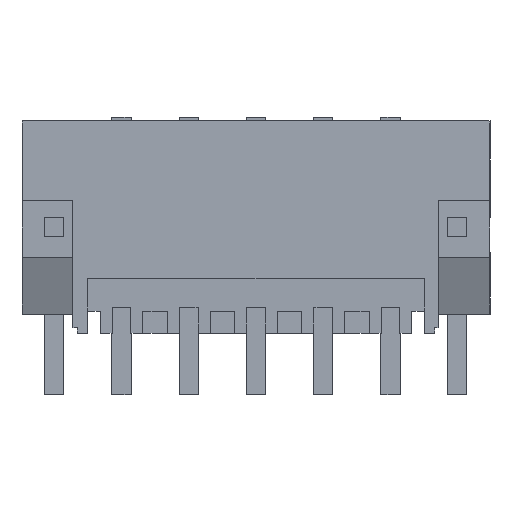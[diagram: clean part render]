
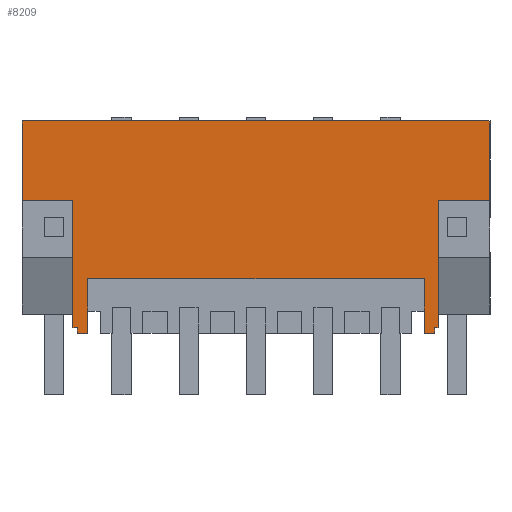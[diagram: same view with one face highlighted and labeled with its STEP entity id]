
A CAD part, front view. The second image highlights one B-rep face of the part: STEP entity #8209.
In plain terms, the highlighted planar face has unit normal (0, -1, 0).
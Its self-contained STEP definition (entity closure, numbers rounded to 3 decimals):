
#8179=AXIS2_PLACEMENT_3D('Plane Axis2P3D',#8176,#8177,#8178) ;
#2168=CARTESIAN_POINT('Line Origine',(3.425,0.,4.625)) ;
#2172=CARTESIAN_POINT('Vertex',(3.425,0.,3.2)) ;
#2174=CARTESIAN_POINT('Vertex',(3.425,0.,6.05)) ;
#2201=CARTESIAN_POINT('Vertex',(2.875,0.,3.2)) ;
#2204=CARTESIAN_POINT('Line Origine',(3.15,0.,3.2)) ;
#2226=CARTESIAN_POINT('Vertex',(2.875,0.,3.5)) ;
#2229=CARTESIAN_POINT('Line Origine',(2.875,0.,3.35)) ;
#2247=CARTESIAN_POINT('Line Origine',(2.762,0.,3.5)) ;
#2251=CARTESIAN_POINT('Vertex',(2.65,0.,3.5)) ;
#2272=CARTESIAN_POINT('Line Origine',(2.65,0.,6.8)) ;
#2276=CARTESIAN_POINT('Vertex',(2.65,0.,10.1)) ;
#2594=CARTESIAN_POINT('Vertex',(0.,0.,10.1)) ;
#2597=CARTESIAN_POINT('Line Origine',(0.,0.,12.175)) ;
#2601=CARTESIAN_POINT('Vertex',(0.,0.,14.25)) ;
#2727=CARTESIAN_POINT('Line Origine',(12.175,0.,14.25)) ;
#2731=CARTESIAN_POINT('Vertex',(24.35,0.,14.25)) ;
#5243=CARTESIAN_POINT('Line Origine',(24.35,0.,12.175)) ;
#5247=CARTESIAN_POINT('Vertex',(24.35,0.,10.1)) ;
#5570=CARTESIAN_POINT('Vertex',(21.65,0.,10.1)) ;
#5573=CARTESIAN_POINT('Line Origine',(21.65,0.,6.8)) ;
#5577=CARTESIAN_POINT('Vertex',(21.65,0.,3.5)) ;
#5601=CARTESIAN_POINT('Line Origine',(21.563,0.,3.5)) ;
#5605=CARTESIAN_POINT('Vertex',(21.475,0.,3.5)) ;
#5626=CARTESIAN_POINT('Line Origine',(21.475,0.,3.35)) ;
#5630=CARTESIAN_POINT('Vertex',(21.475,0.,3.2)) ;
#5646=CARTESIAN_POINT('Line Origine',(21.2,0.,3.2)) ;
#5650=CARTESIAN_POINT('Vertex',(20.925,0.,3.2)) ;
#5671=CARTESIAN_POINT('Line Origine',(20.925,0.,4.625)) ;
#5675=CARTESIAN_POINT('Vertex',(20.925,0.,6.05)) ;
#7168=CARTESIAN_POINT('Line Origine',(12.175,0.,6.05)) ;
#8176=CARTESIAN_POINT('Axis2P3D Location',(3.425,0.,3.2)) ;
#8181=CARTESIAN_POINT('Line Origine',(23.,0.,10.1)) ;
#8186=CARTESIAN_POINT('Line Origine',(1.325,0.,10.1)) ;
#2169=DIRECTION('Vector Direction',(0.,0.,1.)) ;
#2205=DIRECTION('Vector Direction',(1.,0.,0.)) ;
#2230=DIRECTION('Vector Direction',(0.,0.,1.)) ;
#2248=DIRECTION('Vector Direction',(-1.,0.,0.)) ;
#2273=DIRECTION('Vector Direction',(0.,0.,-1.)) ;
#2598=DIRECTION('Vector Direction',(0.,0.,1.)) ;
#2728=DIRECTION('Vector Direction',(1.,0.,0.)) ;
#5244=DIRECTION('Vector Direction',(0.,0.,1.)) ;
#5574=DIRECTION('Vector Direction',(0.,0.,-1.)) ;
#5602=DIRECTION('Vector Direction',(-1.,0.,0.)) ;
#5627=DIRECTION('Vector Direction',(0.,0.,1.)) ;
#5647=DIRECTION('Vector Direction',(1.,0.,0.)) ;
#5672=DIRECTION('Vector Direction',(0.,0.,1.)) ;
#7169=DIRECTION('Vector Direction',(1.,0.,0.)) ;
#8177=DIRECTION('Axis2P3D Direction',(0.,1.,0.)) ;
#8178=DIRECTION('Axis2P3D XDirection',(0.,0.,1.)) ;
#8182=DIRECTION('Vector Direction',(1.,0.,0.)) ;
#8187=DIRECTION('Vector Direction',(1.,0.,0.)) ;
#2170=VECTOR('Line Direction',#2169,1.) ;
#2206=VECTOR('Line Direction',#2205,1.) ;
#2231=VECTOR('Line Direction',#2230,1.) ;
#2249=VECTOR('Line Direction',#2248,1.) ;
#2274=VECTOR('Line Direction',#2273,1.) ;
#2599=VECTOR('Line Direction',#2598,1.) ;
#2729=VECTOR('Line Direction',#2728,1.) ;
#5245=VECTOR('Line Direction',#5244,1.) ;
#5575=VECTOR('Line Direction',#5574,1.) ;
#5603=VECTOR('Line Direction',#5602,1.) ;
#5628=VECTOR('Line Direction',#5627,1.) ;
#5648=VECTOR('Line Direction',#5647,1.) ;
#5673=VECTOR('Line Direction',#5672,1.) ;
#7170=VECTOR('Line Direction',#7169,1.) ;
#8183=VECTOR('Line Direction',#8182,1.) ;
#8188=VECTOR('Line Direction',#8187,1.) ;
#8192=ORIENTED_EDGE('',*,*,#7172,.F.) ;
#8193=ORIENTED_EDGE('',*,*,#5677,.F.) ;
#8194=ORIENTED_EDGE('',*,*,#5652,.T.) ;
#8195=ORIENTED_EDGE('',*,*,#5632,.T.) ;
#8196=ORIENTED_EDGE('',*,*,#5607,.F.) ;
#8197=ORIENTED_EDGE('',*,*,#5579,.F.) ;
#8198=ORIENTED_EDGE('',*,*,#8185,.F.) ;
#8199=ORIENTED_EDGE('',*,*,#5249,.T.) ;
#8200=ORIENTED_EDGE('',*,*,#2733,.F.) ;
#8201=ORIENTED_EDGE('',*,*,#2603,.F.) ;
#8202=ORIENTED_EDGE('',*,*,#8190,.T.) ;
#8203=ORIENTED_EDGE('',*,*,#2278,.T.) ;
#8204=ORIENTED_EDGE('',*,*,#2253,.F.) ;
#8205=ORIENTED_EDGE('',*,*,#2233,.F.) ;
#8206=ORIENTED_EDGE('',*,*,#2208,.T.) ;
#8207=ORIENTED_EDGE('',*,*,#2176,.T.) ;
#8209=ADVANCED_FACE('HOUSING',(#8208),#8180,.F.) ;
#2176=EDGE_CURVE('',#2173,#2175,#2171,.T.) ;
#2208=EDGE_CURVE('',#2202,#2173,#2207,.T.) ;
#2233=EDGE_CURVE('',#2202,#2227,#2232,.T.) ;
#2253=EDGE_CURVE('',#2227,#2252,#2250,.T.) ;
#2278=EDGE_CURVE('',#2277,#2252,#2275,.T.) ;
#2603=EDGE_CURVE('',#2595,#2602,#2600,.T.) ;
#2733=EDGE_CURVE('',#2602,#2732,#2730,.T.) ;
#5249=EDGE_CURVE('',#5248,#2732,#5246,.T.) ;
#5579=EDGE_CURVE('',#5571,#5578,#5576,.T.) ;
#5607=EDGE_CURVE('',#5578,#5606,#5604,.T.) ;
#5632=EDGE_CURVE('',#5631,#5606,#5629,.T.) ;
#5652=EDGE_CURVE('',#5651,#5631,#5649,.T.) ;
#5677=EDGE_CURVE('',#5651,#5676,#5674,.T.) ;
#7172=EDGE_CURVE('',#5676,#2175,#7171,.F.) ;
#8185=EDGE_CURVE('',#5248,#5571,#8184,.F.) ;
#8190=EDGE_CURVE('',#2595,#2277,#8189,.T.) ;
#8191=EDGE_LOOP('',(#8192,#8193,#8194,#8195,#8196,#8197,#8198,#8199,#8200,#8201,#8202,#8203,#8204,#8205,#8206,#8207)) ;
#8208=FACE_OUTER_BOUND('',#8191,.T.) ;
#2171=LINE('Line',#2168,#2170) ;
#2207=LINE('Line',#2204,#2206) ;
#2232=LINE('Line',#2229,#2231) ;
#2250=LINE('Line',#2247,#2249) ;
#2275=LINE('Line',#2272,#2274) ;
#2600=LINE('Line',#2597,#2599) ;
#2730=LINE('Line',#2727,#2729) ;
#5246=LINE('Line',#5243,#5245) ;
#5576=LINE('Line',#5573,#5575) ;
#5604=LINE('Line',#5601,#5603) ;
#5629=LINE('Line',#5626,#5628) ;
#5649=LINE('Line',#5646,#5648) ;
#5674=LINE('Line',#5671,#5673) ;
#7171=LINE('Line',#7168,#7170) ;
#8184=LINE('Line',#8181,#8183) ;
#8189=LINE('Line',#8186,#8188) ;
#8180=PLANE('',#8179) ;
#2173=VERTEX_POINT('',#2172) ;
#2175=VERTEX_POINT('',#2174) ;
#2202=VERTEX_POINT('',#2201) ;
#2227=VERTEX_POINT('',#2226) ;
#2252=VERTEX_POINT('',#2251) ;
#2277=VERTEX_POINT('',#2276) ;
#2595=VERTEX_POINT('',#2594) ;
#2602=VERTEX_POINT('',#2601) ;
#2732=VERTEX_POINT('',#2731) ;
#5248=VERTEX_POINT('',#5247) ;
#5571=VERTEX_POINT('',#5570) ;
#5578=VERTEX_POINT('',#5577) ;
#5606=VERTEX_POINT('',#5605) ;
#5631=VERTEX_POINT('',#5630) ;
#5651=VERTEX_POINT('',#5650) ;
#5676=VERTEX_POINT('',#5675) ;
